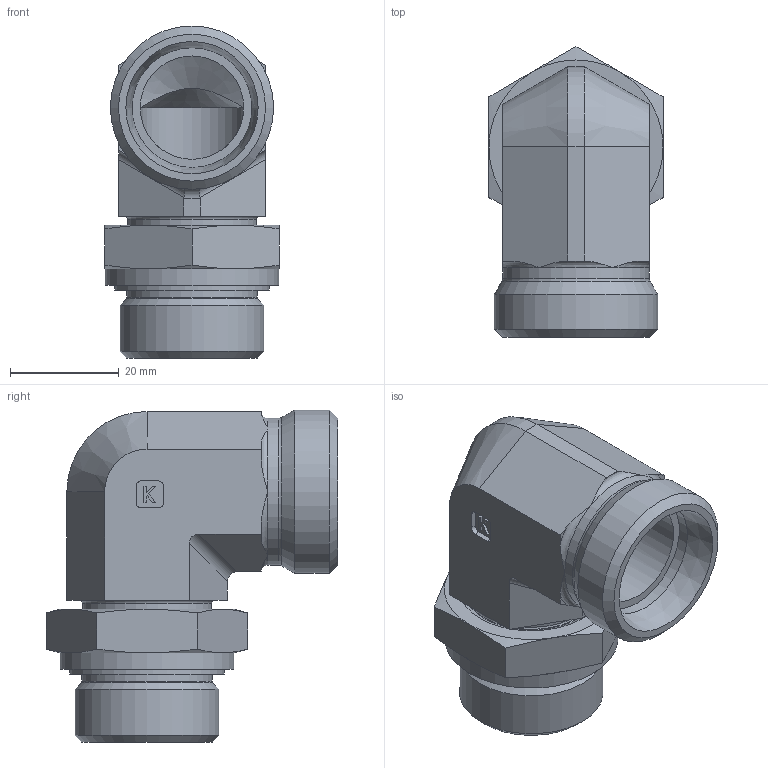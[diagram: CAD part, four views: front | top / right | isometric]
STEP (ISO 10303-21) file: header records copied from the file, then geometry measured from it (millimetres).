
FILE_DESCRIPTION((''),'2;1');
FILE_NAME('6726830222.stp','2015-07-17T15:06:46',(''),('KNOMI spol. s r. o.'),'Autodesk Inventor 2012','Autodesk Inventor 2012','');
FILE_SCHEMA(('AUTOMOTIVE_DESIGN { 1 2 10303 214 0 1 1 1 }'));
Length unit declared in the file: millimetre
Products named in the file (4): ÚPS G3/4"/M30x2 plocha; 679 68302; 679 5 680; 6022002830
Assembly tree (3 placements, depth 2):
  ÚPS G3/4"/M30x2 plocha
    679 68302
    679 5 680
    6022002830
Bounding box: 32 x 53.48 x 61 mm (x, y, z)
Volume: 29012.8 mm3; surface area: 16338.7 mm2
Topology: 3 solids, 3 shells, 114 faces, 263 edges, 161 vertices
Faces by surface type: plane 54, cone 26, cylinder 22, torus 12
Full cylindrical faces by diameter (mm): 19 x2, 22 x1, 22.5 x1, 23.7 x1, 23.9 x1, 24.117 x1, 26.441 x2, 27 x1, 28.5 x2, 30 x1, 31.9 x1
Entity records: 3253 total; most frequent: CARTESIAN_POINT 608, DIRECTION 518, ORIENTED_EDGE 458, EDGE_CURVE 229, AXIS2_PLACEMENT_3D 205, VERTEX_POINT 157, EDGE_LOOP 156, FACE_OUTER_BOUND 114
